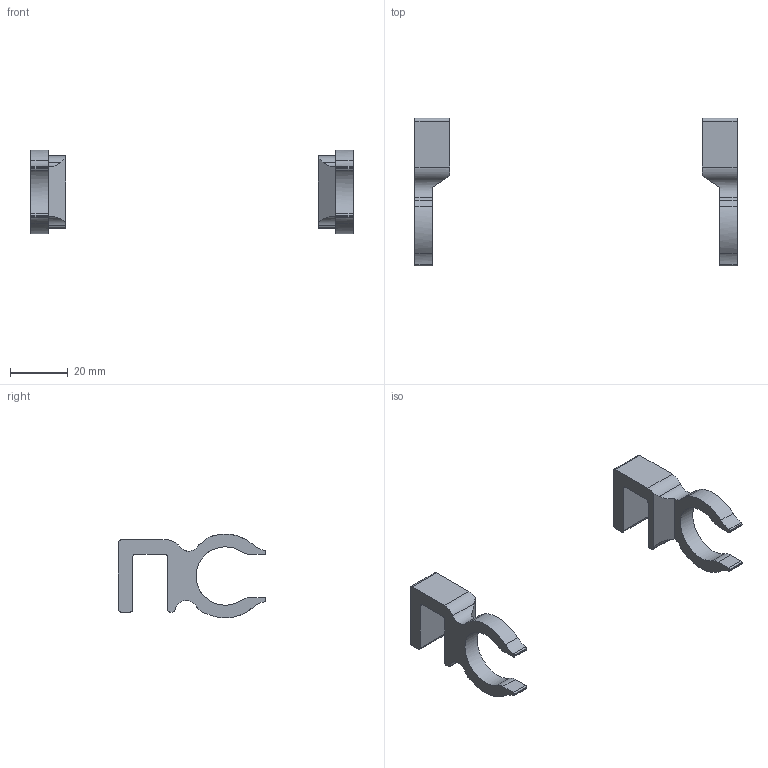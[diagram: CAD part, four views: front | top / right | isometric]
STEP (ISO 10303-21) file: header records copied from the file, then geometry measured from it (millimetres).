
FILE_DESCRIPTION(/* description */ (''),/* implementation_level */ '2;1');
FILE_NAME(/* name */ 'extractorHolder',/* time_stamp */ '2025-11-20T13:22:16+03:00',/* author */ (''),/* organization */ (''),/* preprocessor_version */ 'ST-DEVELOPER v16.5',/* originating_system */ 'Rhino 7.23',/* authorisation */ '');
FILE_SCHEMA (('CONFIG_CONTROL_DESIGN'));
Length unit declared in the file: millimetre
Products named in the file (1): Document
Bounding box: 111.5 x 51 x 28.97 mm (x, y, z)
Volume: 10704.3 mm3; surface area: 6661.3 mm2
Topology: 2 solids, 2 shells, 80 faces, 228 edges, 152 vertices
Faces by surface type: cylinder 46, plane 32, bspline 2
Entity records: 2338 total; most frequent: CARTESIAN_POINT 924, ORIENTED_EDGE 456, EDGE_CURVE 228, VERTEX_POINT 152, DIRECTION 82, ADVANCED_FACE 80, FACE_OUTER_BOUND 80, EDGE_LOOP 80
